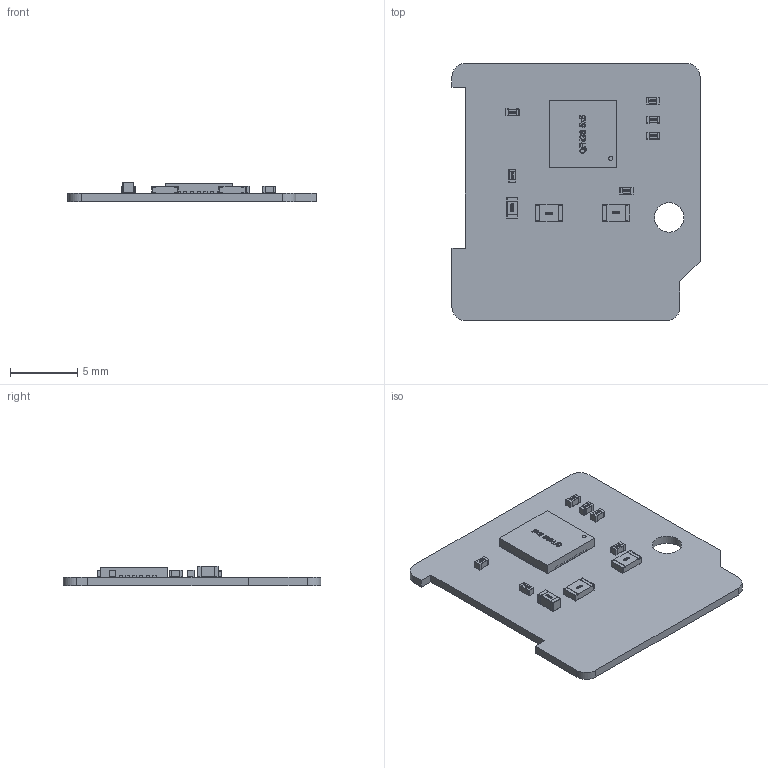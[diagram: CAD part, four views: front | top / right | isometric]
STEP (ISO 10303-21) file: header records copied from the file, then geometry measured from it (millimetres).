
FILE_DESCRIPTION(('Open CASCADE Model'),'2;1');
FILE_NAME('Open CASCADE Shape Model','2022-06-20T10:51:45',('Author'),( 'Open CASCADE'),'Open CASCADE STEP processor 6.8','Open CASCADE 6.8' ,'Unknown');
FILE_SCHEMA(('AUTOMOTIVE_DESIGN { 1 0 10303 214 1 1 1 1 }'));
Length unit declared in the file: millimetre
Products named in the file (26): PCB; Board; Open CASCADE STEP translator 6.8 4.1.1; C4; C_0603; LOGO?; U1; QFN28-5X5; QFN28-5X5_呿极; QFN40_竘褐; LOGO?0.25; R4; R_0805; R2; C8; C_0402; C7; C6; C3; C2; C1
Assembly tree (94 placements, depth 4):
  PCB
    Board
      Open CASCADE STEP translator 6.8 4.1.1
    C4
      C_0603
        LOGO?
        C_0603
    U1
      QFN28-5X5
        QFN28-5X5_呿极
        QFN40_竘褐  x64
        LOGO?0.25
    R4
      R_0805
        R_0805
        LOGO?
    R2
      R_0805
        R_0805
        LOGO?
    C8
      C_0402
        LOGO?
        C_0402
    C7
      C_0402
        LOGO?
        C_0402
    C6
      C_0402
        LOGO?
        C_0402
    C3
      C_0402
        LOGO?
        C_0402
    C2
      C_0402
        LOGO?
        C_0402
    C1
      C_0402
        LOGO?
        C_0402
Bounding box: 18.5 x 19.2 x 1.43 mm (x, y, z)
Volume: 233.2 mm3; surface area: 873.5 mm2
Topology: 233 solids, 233 shells, 2613 faces, 6095 edges, 3970 vertices
Faces by surface type: plane 1472, bspline 650, cylinder 435, sphere 56
Full cylindrical faces by diameter (mm): 2.2 x1
Entity records: 42818 total; most frequent: CARTESIAN_POINT 17405, ORIENTED_EDGE 4320, DIRECTION 3130, EDGE_CURVE 2160, VERTEX_POINT 1424, LINE 1304, VECTOR 1304, FACE_BOUND 992
